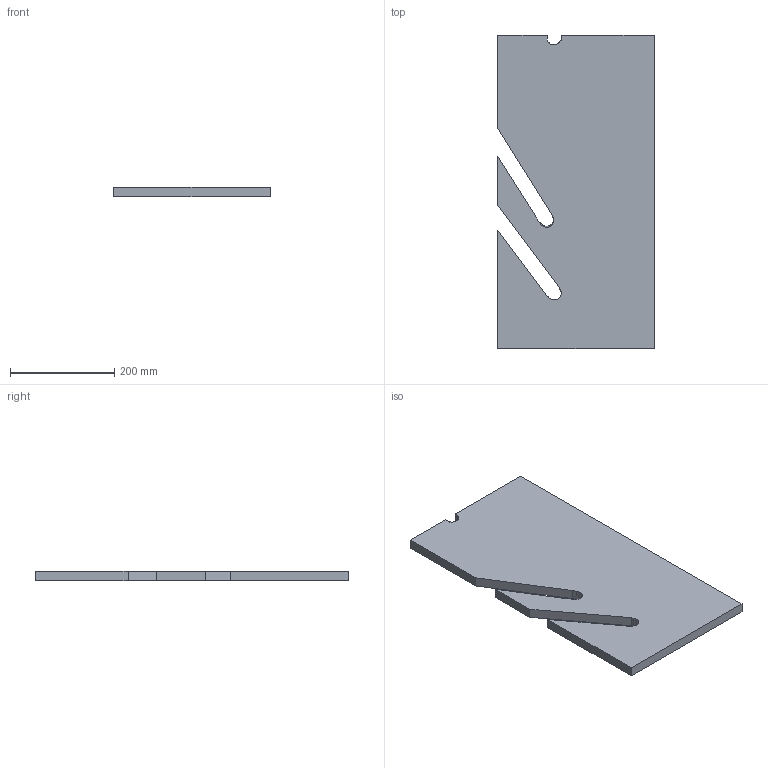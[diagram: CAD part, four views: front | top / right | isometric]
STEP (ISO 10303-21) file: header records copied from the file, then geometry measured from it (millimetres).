
FILE_DESCRIPTION (( 'STEP AP214' ), '1' );
FILE_NAME ('3RDRIGHT.STEP', '2024-05-21T09:20:29', ( '' ), ( '' ), 'SwSTEP 2.0', 'SolidWorks 2022', '' );
FILE_SCHEMA (( 'AUTOMOTIVE_DESIGN' ));
Length unit declared in the file: millimetre
Products named in the file (1): 3RDRIGHT
Bounding box: 300 x 600 x 19 mm (x, y, z)
Volume: 3206623.5 mm3; surface area: 385568.4 mm2
Topology: 1 solids, 1 shells, 25 faces, 69 edges, 46 vertices
Faces by surface type: plane 22, bspline 3
Entity records: 881 total; most frequent: CARTESIAN_POINT 249, ORIENTED_EDGE 138, DIRECTION 102, EDGE_CURVE 69, VECTOR 56, LINE 56, VERTEX_POINT 46, EDGE_LOOP 25
